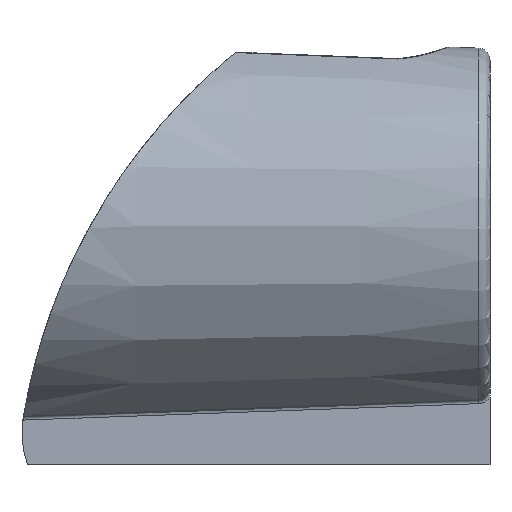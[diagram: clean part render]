
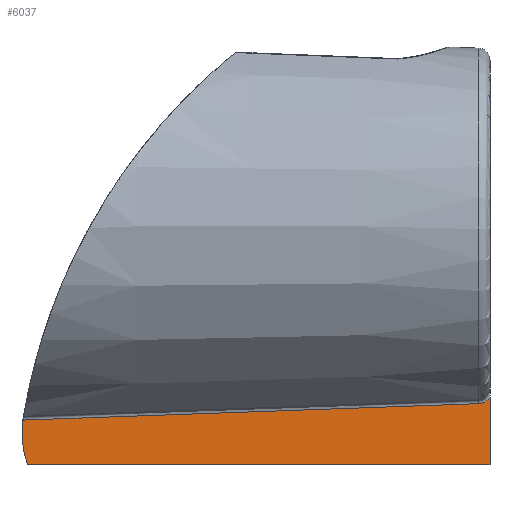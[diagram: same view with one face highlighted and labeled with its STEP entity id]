
A CAD part, left-side view. The second image highlights one B-rep face of the part: STEP entity #6037.
In plain terms, the highlighted planar face has unit normal (-1, -0.009, 0).
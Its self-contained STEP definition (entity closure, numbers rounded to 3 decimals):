
#33 = CARTESIAN_POINT ( 'NONE',  ( -16.299, 117.837, -55.632 ) ) ;
#55 = CARTESIAN_POINT ( 'NONE',  ( -15.279, 1.032, -43.287 ) ) ;
#618 = ORIENTED_EDGE ( 'NONE', *, *, #4526, .T. ) ;
#654 = CARTESIAN_POINT ( 'NONE',  ( -15.567, 34.032, -44.949 ) ) ;
#814 = B_SPLINE_CURVE_WITH_KNOTS ( 'NONE', 3,
 ( #5194, #6508, #2360, #7086, #55, #2252, #2398, #4759, #6548, #3416 ),
 .UNSPECIFIED., .F., .F.,
 ( 4, 2, 2, 2, 4 ),
 ( 0., 0.001, 0.002, 0.002, 0.003 ),
 .UNSPECIFIED. ) ;
#1106 = CARTESIAN_POINT ( 'NONE',  ( -16.287, 116.536, -59.268 ) ) ;
#1145 = CARTESIAN_POINT ( 'NONE',  ( -16.297, 117.684, -47.965 ) ) ;
#1220 = CARTESIAN_POINT ( 'NONE',  ( -16.302, 118.228, -51.789 ) ) ;
#1247 = EDGE_LOOP ( 'NONE', ( #2239, #618, #7415, #5521, #2361 ) ) ;
#1475 = CARTESIAN_POINT ( 'NONE',  ( -16.3, 118., -47.268 ) ) ;
#1601 = VERTEX_POINT ( 'NONE', #6025 ) ;
#2108 = AXIS2_PLACEMENT_3D ( 'NONE', #1475, #3262, #3846 ) ;
#2180 = EDGE_CURVE ( 'NONE', #1601, #3600, #7652, .T. ) ;
#2239 = ORIENTED_EDGE ( 'NONE', *, *, #2180, .T. ) ;
#2252 = CARTESIAN_POINT ( 'NONE',  ( -15.284, 1.521, -43.536 ) ) ;
#2346 = CARTESIAN_POINT ( 'NONE',  ( -15.27, 0., -59.268 ) ) ;
#2360 = CARTESIAN_POINT ( 'NONE',  ( -15.273, 0.373, -42.789 ) ) ;
#2361 = ORIENTED_EDGE ( 'NONE', *, *, #2691, .T. ) ;
#2398 = CARTESIAN_POINT ( 'NONE',  ( -15.286, 1.783, -43.636 ) ) ;
#2419 = CARTESIAN_POINT ( 'NONE',  ( -15.839, 65.202, -46.073 ) ) ;
#2464 = CARTESIAN_POINT ( 'NONE',  ( -16.235, 110.58, -47.709 ) ) ;
#2547 = CARTESIAN_POINT ( 'NONE',  ( -16.111, 96.372, -47.197 ) ) ;
#2691 = EDGE_CURVE ( 'NONE', #3067, #1601, #814, .T. ) ;
#2785 = VERTEX_POINT ( 'NONE', #2346 ) ;
#3067 = VERTEX_POINT ( 'NONE', #6743 ) ;
#3262 = DIRECTION ( 'NONE',  ( -1., -0.009, 0. ) ) ;
#3416 = CARTESIAN_POINT ( 'NONE',  ( -15.295, 2.861, -43.824 ) ) ;
#3446 = CARTESIAN_POINT ( 'NONE',  ( -16.297, 117.684, -47.965 ) ) ;
#3447 = DIRECTION ( 'NONE',  ( 0., 0., -1. ) ) ;
#3600 = VERTEX_POINT ( 'NONE', #3446 ) ;
#3670 = CARTESIAN_POINT ( 'NONE',  ( -16.297, 117.684, -47.965 ) ) ;
#3846 = DIRECTION ( 'NONE',  ( 0.009, -1., 0. ) ) ;
#3974 = VECTOR ( 'NONE', #3447, 1000. ) ;
#4025 = DIRECTION ( 'NONE',  ( -0.009, 1., 0. ) ) ;
#4417 = FACE_OUTER_BOUND ( 'NONE', #1247, .T. ) ;
#4438 = VECTOR ( 'NONE', #4025, 1000. ) ;
#4526 = EDGE_CURVE ( 'NONE', #3600, #7411, #6858, .T. ) ;
#4604 = LINE ( 'NONE', #6977, #3974 ) ;
#4635 = CARTESIAN_POINT ( 'NONE',  ( -16.3, 118., -59.268 ) ) ;
#4759 = CARTESIAN_POINT ( 'NONE',  ( -15.29, 2.313, -43.774 ) ) ;
#5194 = CARTESIAN_POINT ( 'NONE',  ( -15.27, 0., -42.378 ) ) ;
#5456 = CARTESIAN_POINT ( 'NONE',  ( -16.173, 103.476, -47.453 ) ) ;
#5521 = ORIENTED_EDGE ( 'NONE', *, *, #5752, .F. ) ;
#5752 = EDGE_CURVE ( 'NONE', #3067, #2785, #4604, .T. ) ;
#5917 = CARTESIAN_POINT ( 'NONE',  ( -16.287, 116.536, -59.268 ) ) ;
#6025 = CARTESIAN_POINT ( 'NONE',  ( -15.295, 2.861, -43.824 ) ) ;
#6037 = ADVANCED_FACE ( 'NONE', ( #4417 ), #6785, .T. ) ;
#6508 = CARTESIAN_POINT ( 'NONE',  ( -15.272, 0.176, -42.593 ) ) ;
#6548 = CARTESIAN_POINT ( 'NONE',  ( -15.293, 2.584, -43.814 ) ) ;
#6743 = CARTESIAN_POINT ( 'NONE',  ( -15.27, 0., -42.378 ) ) ;
#6785 = PLANE ( 'NONE',  #2108 ) ;
#6858 =( BOUNDED_CURVE ( )  B_SPLINE_CURVE ( 3, ( #1145, #1220, #33, #1106 ),
 .UNSPECIFIED., .F., .F. ) 
 B_SPLINE_CURVE_WITH_KNOTS ( ( 4, 4 ),
 ( 3., 3.485 ),
 .UNSPECIFIED. ) 
 CURVE ( )  GEOMETRIC_REPRESENTATION_ITEM ( )  RATIONAL_B_SPLINE_CURVE ( ( 1., 0.981, 0.981, 1. ) ) 
 REPRESENTATION_ITEM ( '' )  );
#6940 = LINE ( 'NONE', #4635, #4438 ) ;
#6977 = CARTESIAN_POINT ( 'NONE',  ( -15.27, 0., 0. ) ) ;
#7086 = CARTESIAN_POINT ( 'NONE',  ( -15.277, 0.802, -43.137 ) ) ;
#7183 = EDGE_CURVE ( 'NONE', #2785, #7411, #6940, .T. ) ;
#7411 = VERTEX_POINT ( 'NONE', #5917 ) ;
#7415 = ORIENTED_EDGE ( 'NONE', *, *, #7183, .F. ) ;
#7623 = CARTESIAN_POINT ( 'NONE',  ( -15.295, 2.861, -43.824 ) ) ;
#7652 = B_SPLINE_CURVE_WITH_KNOTS ( 'NONE', 3,
 ( #7623, #654, #2419, #2547, #5456, #2464, #3670 ),
 .UNSPECIFIED., .F., .F.,
 ( 4, 3, 4 ),
 ( 0., 0.094, 0.115 ),
 .UNSPECIFIED. ) ;
